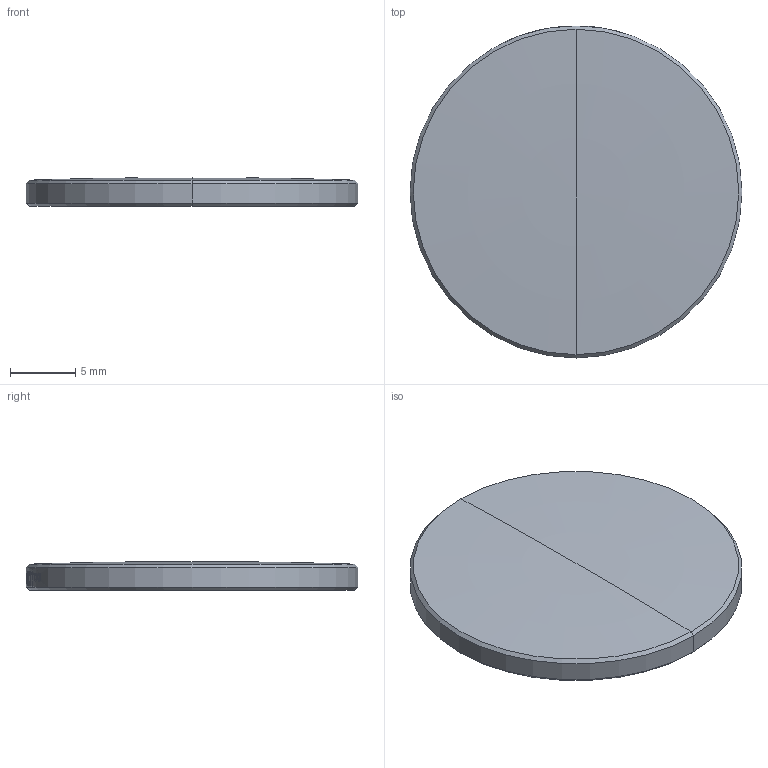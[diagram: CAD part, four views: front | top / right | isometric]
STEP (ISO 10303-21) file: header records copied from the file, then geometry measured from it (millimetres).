
FILE_DESCRIPTION (( 'STEP AP214' ), '1' );
FILE_NAME ('CTN015171-999.STEP', '2020-02-26T06:35:34', ( '' ), ( '' ), 'SwSTEP 2.0', 'SolidWorks 2018', '' );
FILE_SCHEMA (( 'AUTOMOTIVE_DESIGN' ));
Length unit declared in the file: millimetre
Products named in the file (2): CTN015171-999; CTN015172
Assembly tree (1 placements, depth 2):
  CTN015171-999
    CTN015172
Bounding box: 25.4 x 25.4 x 2.2 mm (x, y, z)
Volume: 1062.2 mm3; surface area: 1150.1 mm2
Topology: 1 solids, 1 shells, 27 faces, 195 edges, 186 vertices
Faces by surface type: cylinder 20, cone 4, torus 2, plane 1
Entity records: 2957 total; most frequent: CARTESIAN_POINT 1553, ORIENTED_EDGE 386, EDGE_CURVE 193, VERTEX_POINT 186, DIRECTION 154, B_SPLINE_CURVE_WITH_KNOTS 134, AXIS2_PLACEMENT_3D 64, EDGE_LOOP 45
